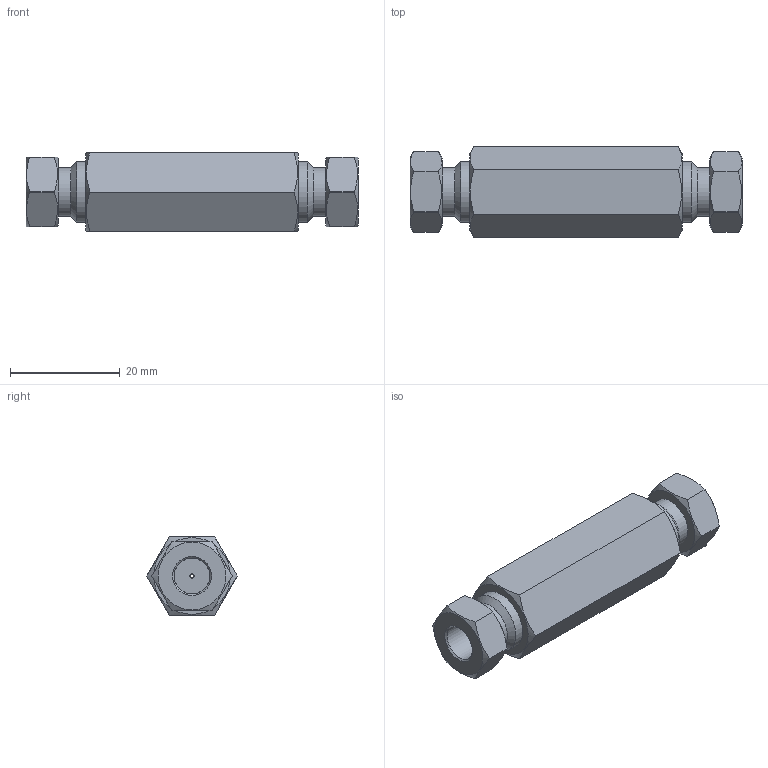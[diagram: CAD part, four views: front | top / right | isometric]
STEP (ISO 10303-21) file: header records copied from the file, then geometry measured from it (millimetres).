
FILE_DESCRIPTION((''),'2;1');
FILE_NAME('305120-ZU4 Internal union.stp','2013-08-23T15:37:06',('Franzp'),(''),'Autodesk Inventor 2013','Autodesk Inventor 2013','');
FILE_SCHEMA(('AUTOMOTIVE_DESIGN { 1 0 10303 214 1 1 1 1 }'));
Length unit declared in the file: millimetre
Products named in the file (1): 305120_Shrinkwrap_1
Bounding box: 60.6 x 16.5 x 14.29 mm (x, y, z)
Surface area: 4396.3 mm2 (no closed solid volume)
Topology: 0 solids, 7 shells, 44 faces, 144 edges, 96 vertices
Faces by surface type: plane 26, cone 12, cylinder 6
Full cylindrical faces by diameter (mm): 6.55 x2, 8.89 x2, 11.113 x2
Entity records: 1493 total; most frequent: CARTESIAN_POINT 327, DIRECTION 228, ORIENTED_EDGE 178, EDGE_CURVE 120, AXIS2_PLACEMENT_3D 99, VERTEX_POINT 90, EDGE_LOOP 70, CIRCLE 54
